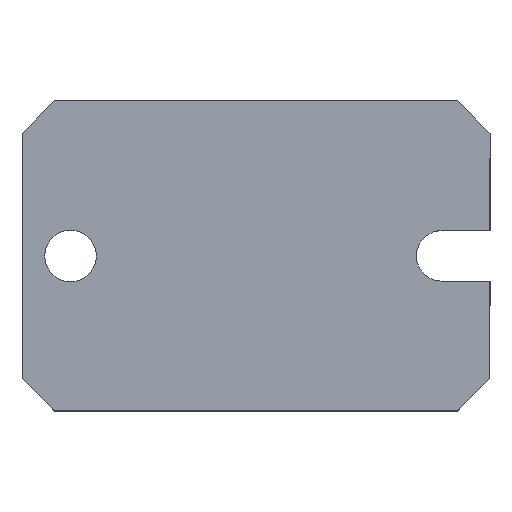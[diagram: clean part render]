
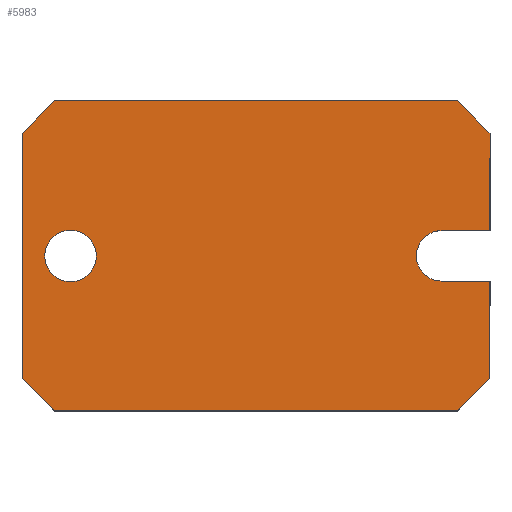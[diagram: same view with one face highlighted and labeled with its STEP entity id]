
A CAD part, top view. The second image highlights one B-rep face of the part: STEP entity #5983.
In plain terms, the highlighted planar face has unit normal (0, 0, 1).
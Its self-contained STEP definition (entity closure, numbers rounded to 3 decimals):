
#5431=CARTESIAN_POINT('',(-15.1,-2.1,12.02));
#5432=VERTEX_POINT('',#5431);
#5441=CARTESIAN_POINT('',(-15.1,2.1,12.02));
#5442=VERTEX_POINT('',#5441);
#5443=CARTESIAN_POINT('',(-15.1,0.,12.02));
#5444=DIRECTION('',(0.0,0.0,-1.0));
#5445=DIRECTION('',(0.0,-1.0,0.0));
#5446=AXIS2_PLACEMENT_3D('',#5443,#5444,#5445);
#5447=CIRCLE('',#5446,2.1);
#5448=EDGE_CURVE('',#5442,#5432,#5447,.T.);
#5482=CARTESIAN_POINT('',(-15.1,0.,12.02));
#5483=DIRECTION('',(0.0,0.0,-1.0));
#5484=DIRECTION('',(0.0,-1.0,0.0));
#5485=AXIS2_PLACEMENT_3D('',#5482,#5483,#5484);
#5486=CIRCLE('',#5485,2.1);
#5487=EDGE_CURVE('',#5432,#5442,#5486,.T.);
#5497=CARTESIAN_POINT('',(15.15,2.049,12.02));
#5498=VERTEX_POINT('',#5497);
#5507=CARTESIAN_POINT('',(15.15,-2.049,12.02));
#5508=VERTEX_POINT('',#5507);
#5509=CARTESIAN_POINT('',(15.1,0.,12.02));
#5510=DIRECTION('',(0.0,0.0,-1.0));
#5511=DIRECTION('',(0.0,-1.0,0.0));
#5512=AXIS2_PLACEMENT_3D('',#5509,#5510,#5511);
#5513=CIRCLE('',#5512,2.05);
#5514=EDGE_CURVE('',#5508,#5498,#5513,.T.);
#5540=CARTESIAN_POINT('',(15.2,-2.05,12.02));
#5541=VERTEX_POINT('',#5540);
#5542=CARTESIAN_POINT('',(15.2,0.,12.02));
#5543=DIRECTION('',(0.0,0.0,-1.0));
#5544=DIRECTION('',(-1.0,0.0,0.0));
#5545=AXIS2_PLACEMENT_3D('',#5542,#5543,#5544);
#5546=CIRCLE('',#5545,2.05);
#5547=EDGE_CURVE('',#5541,#5508,#5546,.T.);
#5582=CARTESIAN_POINT('',(15.2,2.05,12.02));
#5583=VERTEX_POINT('',#5582);
#5590=CARTESIAN_POINT('',(15.2,0.,12.02));
#5591=DIRECTION('',(0.0,0.0,-1.0));
#5592=DIRECTION('',(-1.0,0.0,0.0));
#5593=AXIS2_PLACEMENT_3D('',#5590,#5591,#5592);
#5594=CIRCLE('',#5593,2.05);
#5595=EDGE_CURVE('',#5498,#5583,#5594,.T.);
#5615=CARTESIAN_POINT('',(19.05,9.995,12.02));
#5616=VERTEX_POINT('',#5615);
#5623=CARTESIAN_POINT('',(19.05,2.05,12.02));
#5624=VERTEX_POINT('',#5623);
#5625=CARTESIAN_POINT('',(19.05,2.05,12.02));
#5626=DIRECTION('',(0.0,1.0,0.0));
#5627=VECTOR('',#5626,7.945);
#5628=LINE('',#5625,#5627);
#5629=EDGE_CURVE('',#5624,#5616,#5628,.T.);
#5653=CARTESIAN_POINT('',(16.42,12.625,12.02));
#5654=VERTEX_POINT('',#5653);
#5661=CARTESIAN_POINT('',(19.05,9.995,12.02));
#5662=DIRECTION('',(-0.707,0.707,0.));
#5663=VECTOR('',#5662,3.719);
#5664=LINE('',#5661,#5663);
#5665=EDGE_CURVE('',#5616,#5654,#5664,.T.);
#5684=CARTESIAN_POINT('',(-16.42,12.625,12.02));
#5685=VERTEX_POINT('',#5684);
#5692=CARTESIAN_POINT('',(16.42,12.625,12.02));
#5693=DIRECTION('',(-1.0,0.,0.));
#5694=VECTOR('',#5693,32.84);
#5695=LINE('',#5692,#5694);
#5696=EDGE_CURVE('',#5654,#5685,#5695,.T.);
#5715=CARTESIAN_POINT('',(-19.05,9.995,12.02));
#5716=VERTEX_POINT('',#5715);
#5723=CARTESIAN_POINT('',(-16.42,12.625,12.02));
#5724=DIRECTION('',(-0.707,-0.707,0.0));
#5725=VECTOR('',#5724,3.719);
#5726=LINE('',#5723,#5725);
#5727=EDGE_CURVE('',#5685,#5716,#5726,.T.);
#5746=CARTESIAN_POINT('',(-19.05,-9.995,12.02));
#5747=VERTEX_POINT('',#5746);
#5754=CARTESIAN_POINT('',(-19.05,9.995,12.02));
#5755=DIRECTION('',(0.0,-1.0,0.0));
#5756=VECTOR('',#5755,19.99);
#5757=LINE('',#5754,#5756);
#5758=EDGE_CURVE('',#5716,#5747,#5757,.T.);
#5777=CARTESIAN_POINT('',(-16.42,-12.625,12.02));
#5778=VERTEX_POINT('',#5777);
#5785=CARTESIAN_POINT('',(-19.05,-9.995,12.02));
#5786=DIRECTION('',(0.707,-0.707,0.));
#5787=VECTOR('',#5786,3.719);
#5788=LINE('',#5785,#5787);
#5789=EDGE_CURVE('',#5747,#5778,#5788,.T.);
#5808=CARTESIAN_POINT('',(16.42,-12.625,12.02));
#5809=VERTEX_POINT('',#5808);
#5816=CARTESIAN_POINT('',(-16.42,-12.625,12.02));
#5817=DIRECTION('',(1.,0.,0.));
#5818=VECTOR('',#5817,32.84);
#5819=LINE('',#5816,#5818);
#5820=EDGE_CURVE('',#5778,#5809,#5819,.T.);
#5839=CARTESIAN_POINT('',(19.05,-9.995,12.02));
#5840=VERTEX_POINT('',#5839);
#5847=CARTESIAN_POINT('',(16.42,-12.625,12.02));
#5848=DIRECTION('',(0.707,0.707,0.0));
#5849=VECTOR('',#5848,3.719);
#5850=LINE('',#5847,#5849);
#5851=EDGE_CURVE('',#5809,#5840,#5850,.T.);
#5870=CARTESIAN_POINT('',(19.05,-2.05,12.02));
#5871=VERTEX_POINT('',#5870);
#5878=CARTESIAN_POINT('',(19.05,-9.995,12.02));
#5879=DIRECTION('',(0.0,1.0,0.0));
#5880=VECTOR('',#5879,7.945);
#5881=LINE('',#5878,#5880);
#5882=EDGE_CURVE('',#5840,#5871,#5881,.T.);
#5900=CARTESIAN_POINT('',(19.05,-2.05,12.02));
#5901=DIRECTION('',(-1.0,0.0,0.0));
#5902=VECTOR('',#5901,3.85);
#5903=LINE('',#5900,#5902);
#5904=EDGE_CURVE('',#5871,#5541,#5903,.T.);
#5922=CARTESIAN_POINT('',(15.2,2.05,12.02));
#5923=DIRECTION('',(1.0,0.0,0.0));
#5924=VECTOR('',#5923,3.85);
#5925=LINE('',#5922,#5924);
#5926=EDGE_CURVE('',#5583,#5624,#5925,.T.);
#5958=CARTESIAN_POINT('',(-15.05,0.,12.02));
#5959=DIRECTION('',(0.0,0.0,1.0));
#5960=DIRECTION('',(0.0,-1.0,0.0));
#5961=AXIS2_PLACEMENT_3D('',#5958,#5959,#5960);
#5962=PLANE('',#5961);
#5963=ORIENTED_EDGE('',*,*,#5514,.T.);
#5964=ORIENTED_EDGE('',*,*,#5595,.T.);
#5965=ORIENTED_EDGE('',*,*,#5926,.T.);
#5966=ORIENTED_EDGE('',*,*,#5629,.T.);
#5967=ORIENTED_EDGE('',*,*,#5665,.T.);
#5968=ORIENTED_EDGE('',*,*,#5696,.T.);
#5969=ORIENTED_EDGE('',*,*,#5727,.T.);
#5970=ORIENTED_EDGE('',*,*,#5758,.T.);
#5971=ORIENTED_EDGE('',*,*,#5789,.T.);
#5972=ORIENTED_EDGE('',*,*,#5820,.T.);
#5973=ORIENTED_EDGE('',*,*,#5851,.T.);
#5974=ORIENTED_EDGE('',*,*,#5882,.T.);
#5975=ORIENTED_EDGE('',*,*,#5904,.T.);
#5976=ORIENTED_EDGE('',*,*,#5547,.T.);
#5977=EDGE_LOOP('',(#5963,#5964,#5965,#5966,#5967,#5968,#5969,#5970,#5971,#5972,#5973,#5974,#5975,#5976));
#5978=FACE_OUTER_BOUND('',#5977,.T.);
#5979=ORIENTED_EDGE('',*,*,#5487,.T.);
#5980=ORIENTED_EDGE('',*,*,#5448,.T.);
#5981=EDGE_LOOP('',(#5979,#5980));
#5982=FACE_BOUND('',#5981,.T.);
#5983=ADVANCED_FACE('',(#5978,#5982),#5962,.T.);
